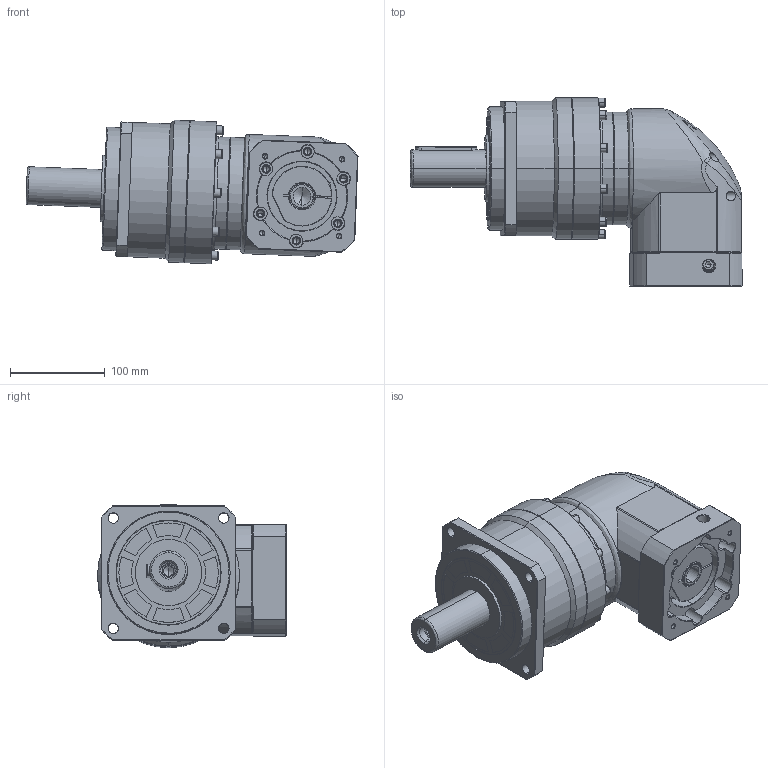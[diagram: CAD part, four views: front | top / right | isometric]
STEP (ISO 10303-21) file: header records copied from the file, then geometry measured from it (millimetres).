
FILE_DESCRIPTION (( 'STEP AP214' ), '1' );
FILE_NAME ('PBL142-L2-19-95-115-M6-M8.STEP', '2024-01-06T02:26:12', ( 'admin' ), ( '' ), 'SwSTEP 2.0', 'SolidWorks 2013', '' );
FILE_SCHEMA (( 'AUTOMOTIVE_DESIGN' ));
Length unit declared in the file: millimetre
Products named in the file (8): _X2_87BA9489_X0_ GB_T 70.1 M8 x 25; PB142_X2_4E007EA79F7F570863A5_X0_115; SBL115_X2_8F9351658F7495017D2773AF_X0_-22; SDL115-22; PBL142-L2-19-95-115-M6-M8; PB142_X2_8F9351FA7AEF_X0_; 22-19_X2_8F6C63625957_X0_; SBL115-95-115M6
Assembly tree (7 placements, depth 2):
  PBL142-L2-19-95-115-M6-M8
    SDL115-22
    SBL115_X2_8F9351658F7495017D2773AF_X0_-22
    PB142_X2_4E007EA79F7F570863A5_X0_115
    _X2_87BA9489_X0_ GB_T 70.1 M8 x 25
    SBL115-95-115M6
    22-19_X2_8F6C63625957_X0_
    PB142_X2_8F9351FA7AEF_X0_
Bounding box: 350.63 x 199.5 x 151.6 mm (x, y, z)
Volume: 4293895.1 mm3; surface area: 352209.6 mm2
Topology: 11 solids, 11 shells, 763 faces, 1890 edges, 1149 vertices
Faces by surface type: cylinder 299, plane 225, cone 185, bspline 52, torus 2
Entity records: 38960 total; most frequent: CARTESIAN_POINT 12784, DIRECTION 3600, ORIENTED_EDGE 3596, EDGE_CURVE 1798, AXIS2_PLACEMENT_3D 1374, VERTEX_POINT 1149, EDGE_LOOP 899, VECTOR 852
